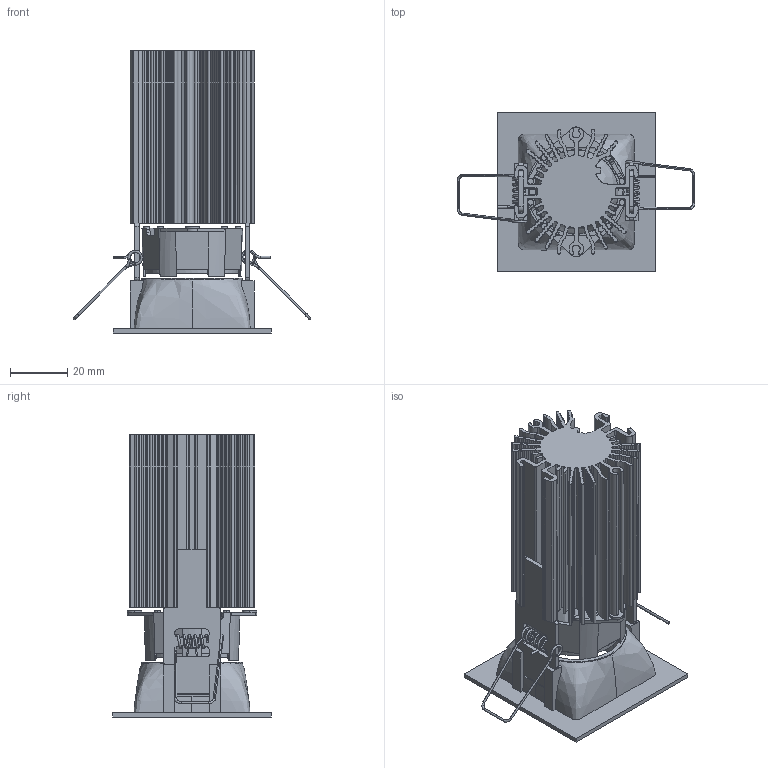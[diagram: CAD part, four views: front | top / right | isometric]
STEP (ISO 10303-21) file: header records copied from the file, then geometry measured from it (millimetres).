
FILE_DESCRIPTION(/* description */ (''),/* implementation_level */ '2;1');
FILE_NAME(/* name */ 'NL4204200_EVERYTHING 55 SQUARE 8,5W FIXED',/* time_stamp */ '2018-04-09T11:25:56+02:00',/* author */ (''),/* organization */ (''),/* preprocessor_version */ 'ST-DEVELOPER v15',/* originating_system */ '',/* authorisation */ '');
FILE_SCHEMA (('CONFIG_CONTROL_DESIGN'));
Length unit declared in the file: metre
Products named in the file (1): Document
Bounding box: 82.74 x 55 x 98.2 mm (x, y, z)
Volume: 65625.1 mm3; surface area: 58033.9 mm2
Topology: 6 solids, 8 shells, 953 faces, 2759 edges, 1803 vertices
Faces by surface type: bspline 649, plane 304
Entity records: 46687 total; most frequent: CARTESIAN_POINT 31411, ORIENTED_EDGE 5472, EDGE_CURVE 2740, VERTEX_POINT 1803, B_SPLINE_CURVE_WITH_KNOTS 1343, EDGE_LOOP 965, ADVANCED_FACE 953, FACE_OUTER_BOUND 953
